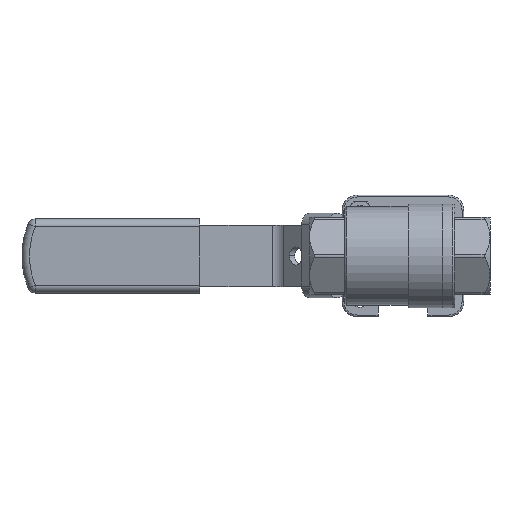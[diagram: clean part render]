
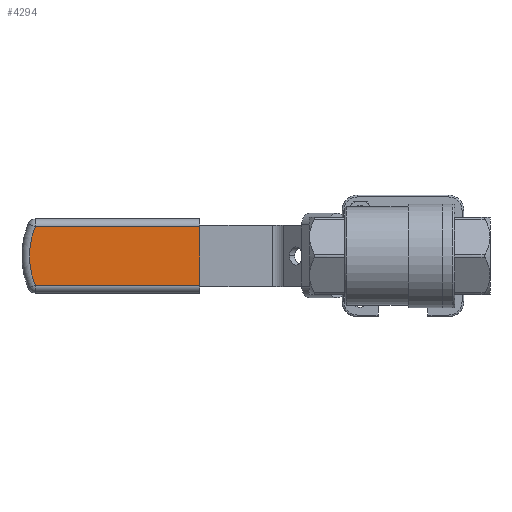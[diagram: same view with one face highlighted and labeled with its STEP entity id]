
A CAD part, front view. The second image highlights one B-rep face of the part: STEP entity #4294.
In plain terms, the highlighted planar face has unit normal (0, -1, 0).
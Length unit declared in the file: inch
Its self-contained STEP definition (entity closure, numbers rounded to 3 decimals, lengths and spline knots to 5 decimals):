
#28 = CIRCLE ( 'NONE', #10812, 1.2275 ) ;
#368 = VERTEX_POINT ( 'NONE', #5297 ) ;
#588 = CARTESIAN_POINT ( 'NONE',  ( 1.28371, -0.1525, 0.6025 ) ) ;
#704 = DIRECTION ( 'NONE',  ( 0., 0., 1. ) ) ;
#1372 = LINE ( 'NONE', #588, #6909 ) ;
#1558 = ORIENTED_EDGE ( 'NONE', *, *, #2139, .T. ) ;
#1617 = ORIENTED_EDGE ( 'NONE', *, *, #5669, .F. ) ;
#1723 = CARTESIAN_POINT ( 'NONE',  ( 1.28371, -0.1525, -0.4775 ) ) ;
#1947 = EDGE_CURVE ( 'NONE', #6255, #9371, #28, .T. ) ;
#2015 = CARTESIAN_POINT ( 'NONE',  ( 1.28371, -0.1525, 0.4775 ) ) ;
#2023 = CARTESIAN_POINT ( 'NONE',  ( 4.03371, -0.1525, -0.4775 ) ) ;
#2139 = EDGE_CURVE ( 'NONE', #9371, #368, #5427, .T. ) ;
#2386 = ORIENTED_EDGE ( 'NONE', *, *, #1947, .T. ) ;
#2850 = CARTESIAN_POINT ( 'NONE',  ( 2.82282, -0.1525, 0. ) ) ;
#2884 = LINE ( 'NONE', #2023, #10738 ) ;
#3711 = DIRECTION ( 'NONE',  ( 0., 0., 1. ) ) ;
#3757 = CARTESIAN_POINT ( 'NONE',  ( 2.82282, -0.1525, 0. ) ) ;
#4294 = ADVANCED_FACE ( 'NONE', ( #8762 ), #8912, .F. ) ;
#4905 = AXIS2_PLACEMENT_3D ( 'NONE', #3757, #5381, #3711 ) ;
#5297 = CARTESIAN_POINT ( 'NONE',  ( 1.28371, -0.1525, 0.4775 ) ) ;
#5381 = DIRECTION ( 'NONE',  ( 0., 1., 0. ) ) ;
#5427 = LINE ( 'NONE', #2015, #8489 ) ;
#5502 = VERTEX_POINT ( 'NONE', #1723 ) ;
#5669 = EDGE_CURVE ( 'NONE', #5502, #368, #1372, .T. ) ;
#6006 = ORIENTED_EDGE ( 'NONE', *, *, #7636, .T. ) ;
#6070 = CARTESIAN_POINT ( 'NONE',  ( 3.95364, -0.1525, -0.4775 ) ) ;
#6243 = DIRECTION ( 'NONE',  ( 0., -1., 0. ) ) ;
#6255 = VERTEX_POINT ( 'NONE', #6070 ) ;
#6272 = DIRECTION ( 'NONE',  ( 1., 0., 0. ) ) ;
#6909 = VECTOR ( 'NONE', #704, 39.37008 ) ;
#6965 = EDGE_LOOP ( 'NONE', ( #1617, #6006, #2386, #1558 ) ) ;
#7636 = EDGE_CURVE ( 'NONE', #5502, #6255, #2884, .T. ) ;
#8489 = VECTOR ( 'NONE', #8638, 39.37008 ) ;
#8638 = DIRECTION ( 'NONE',  ( -1., 0., 0. ) ) ;
#8762 = FACE_OUTER_BOUND ( 'NONE', #6965, .T. ) ;
#8912 = PLANE ( 'NONE',  #4905 ) ;
#9371 = VERTEX_POINT ( 'NONE', #9616 ) ;
#9616 = CARTESIAN_POINT ( 'NONE',  ( 3.95364, -0.1525, 0.4775 ) ) ;
#9679 = DIRECTION ( 'NONE',  ( 0., 0., 1. ) ) ;
#10738 = VECTOR ( 'NONE', #6272, 39.37008 ) ;
#10812 = AXIS2_PLACEMENT_3D ( 'NONE', #2850, #6243, #9679 ) ;
